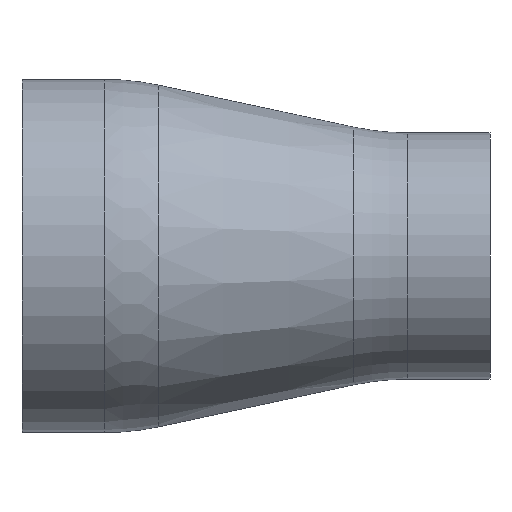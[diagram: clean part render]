
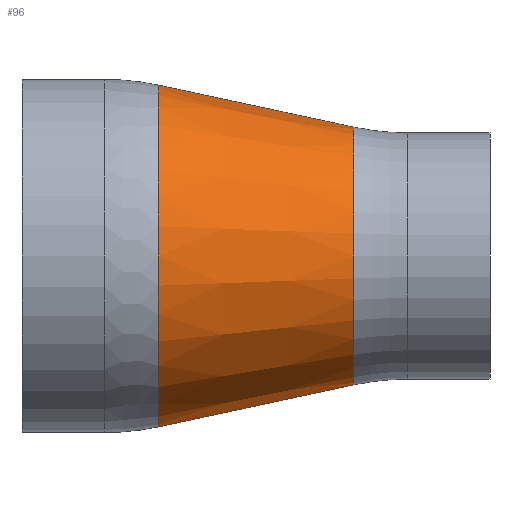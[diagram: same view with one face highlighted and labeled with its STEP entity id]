
A CAD part, front view. The second image highlights one B-rep face of the part: STEP entity #96.
In plain terms, the highlighted conical face has half-angle 12.118 degrees and reference radius 17.63 mm.
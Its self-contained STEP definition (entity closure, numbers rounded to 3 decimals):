
#8 = CARTESIAN_POINT ( 'NONE',  ( 13.368, 0., 17.63 ) ) ;
#41 = DIRECTION ( 'NONE',  ( 0., 0., 1. ) ) ;
#48 = EDGE_CURVE ( 'NONE', #605, #621, #434, .T. ) ;
#77 = ORIENTED_EDGE ( 'NONE', *, *, #175, .F. ) ;
#96 = ADVANCED_FACE ( 'NONE', ( #332 ), #444, .T. ) ;
#140 = DIRECTION ( 'NONE',  ( 0., 0., 1. ) ) ;
#147 = EDGE_CURVE ( 'NONE', #605, #569, #555, .T. ) ;
#151 = ORIENTED_EDGE ( 'NONE', *, *, #279, .T. ) ;
#175 = EDGE_CURVE ( 'NONE', #621, #654, #486, .T. ) ;
#179 = DIRECTION ( 'NONE',  ( -1., 0., 0. ) ) ;
#186 = DIRECTION ( 'NONE',  ( -1., 0., 0. ) ) ;
#187 = CARTESIAN_POINT ( 'NONE',  ( -13.368, 0., 23.37 ) ) ;
#212 = EDGE_LOOP ( 'NONE', ( #600, #230, #151, #77 ) ) ;
#230 = ORIENTED_EDGE ( 'NONE', *, *, #147, .T. ) ;
#279 = EDGE_CURVE ( 'NONE', #569, #654, #503, .T. ) ;
#288 = VECTOR ( 'NONE', #339, 1000. ) ;
#328 = AXIS2_PLACEMENT_3D ( 'NONE', #337, #179, #383 ) ;
#332 = FACE_OUTER_BOUND ( 'NONE', #212, .T. ) ;
#337 = CARTESIAN_POINT ( 'NONE',  ( 13.368, 0., 0. ) ) ;
#339 = DIRECTION ( 'NONE',  ( -0.978, 0., 0.21 ) ) ;
#350 = CARTESIAN_POINT ( 'NONE',  ( 13.368, 0., 17.63 ) ) ;
#383 = DIRECTION ( 'NONE',  ( 0., 0., 1. ) ) ;
#423 = VECTOR ( 'NONE', #578, 1000. ) ;
#434 = LINE ( 'NONE', #636, #423 ) ;
#444 = CONICAL_SURFACE ( 'NONE', #650, 17.63, 0.211 ) ;
#483 = DIRECTION ( 'NONE',  ( -1., 0., 0. ) ) ;
#486 = CIRCLE ( 'NONE', #577, 23.37 ) ;
#503 = LINE ( 'NONE', #350, #288 ) ;
#536 = CARTESIAN_POINT ( 'NONE',  ( 13.368, 0., 0. ) ) ;
#542 = CARTESIAN_POINT ( 'NONE',  ( -13.368, 0., 0. ) ) ;
#555 = CIRCLE ( 'NONE', #328, 17.63 ) ;
#569 = VERTEX_POINT ( 'NONE', #8 ) ;
#577 = AXIS2_PLACEMENT_3D ( 'NONE', #542, #186, #140 ) ;
#578 = DIRECTION ( 'NONE',  ( -0.978, 0., -0.21 ) ) ;
#600 = ORIENTED_EDGE ( 'NONE', *, *, #48, .F. ) ;
#605 = VERTEX_POINT ( 'NONE', #606 ) ;
#606 = CARTESIAN_POINT ( 'NONE',  ( 13.368, 0., -17.63 ) ) ;
#610 = CARTESIAN_POINT ( 'NONE',  ( -13.368, 0., -23.37 ) ) ;
#621 = VERTEX_POINT ( 'NONE', #610 ) ;
#636 = CARTESIAN_POINT ( 'NONE',  ( 13.368, 0., -17.63 ) ) ;
#650 = AXIS2_PLACEMENT_3D ( 'NONE', #536, #483, #41 ) ;
#654 = VERTEX_POINT ( 'NONE', #187 ) ;
